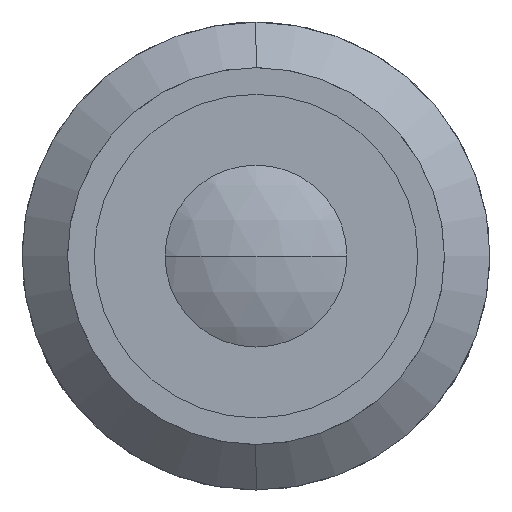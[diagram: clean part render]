
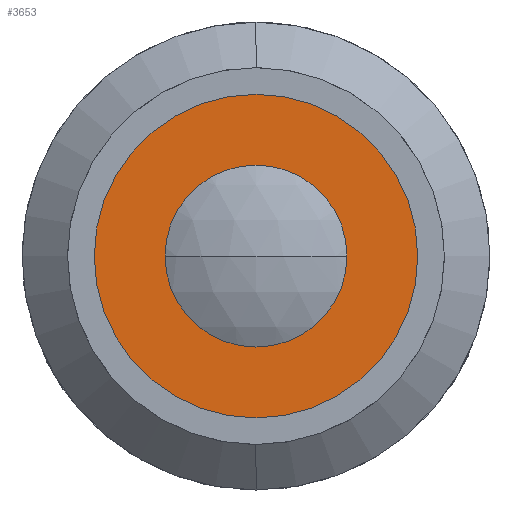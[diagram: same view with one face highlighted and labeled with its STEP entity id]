
A CAD part, left-side view. The second image highlights one B-rep face of the part: STEP entity #3653.
In plain terms, the highlighted planar face has unit normal (-1, 0, 0).
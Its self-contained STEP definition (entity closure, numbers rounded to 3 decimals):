
#16 = CARTESIAN_POINT ( 'NONE',  ( 3.8, 0., 0. ) ) ;
#93 = CIRCLE ( 'NONE', #2280, 13.5 ) ;
#245 = FACE_BOUND ( 'NONE', #2330, .T. ) ;
#248 = VERTEX_POINT ( 'NONE', #2928 ) ;
#381 = VERTEX_POINT ( 'NONE', #3843 ) ;
#669 = FACE_OUTER_BOUND ( 'NONE', #2839, .T. ) ;
#708 = VERTEX_POINT ( 'NONE', #2395 ) ;
#763 = EDGE_CURVE ( 'NONE', #708, #381, #2954, .T. ) ;
#849 = DIRECTION ( 'NONE',  ( 0., 0., 1. ) ) ;
#891 = AXIS2_PLACEMENT_3D ( 'NONE', #16, #1398, #2787 ) ;
#976 = DIRECTION ( 'NONE',  ( -1., 0., 0. ) ) ;
#997 = AXIS2_PLACEMENT_3D ( 'NONE', #2751, #4145, #2067 ) ;
#1068 = DIRECTION ( 'NONE',  ( 0., 0., 1. ) ) ;
#1167 = EDGE_CURVE ( 'NONE', #2477, #248, #93, .T. ) ;
#1398 = DIRECTION ( 'NONE',  ( -1., 0., 0. ) ) ;
#1633 = PLANE ( 'NONE',  #997 ) ;
#1710 = EDGE_CURVE ( 'NONE', #381, #708, #3013, .T. ) ;
#1929 = AXIS2_PLACEMENT_3D ( 'NONE', #2047, #976, #1068 ) ;
#2047 = CARTESIAN_POINT ( 'NONE',  ( 3.8, 0., 0. ) ) ;
#2067 = DIRECTION ( 'NONE',  ( 0., 0., -1. ) ) ;
#2160 = CARTESIAN_POINT ( 'NONE',  ( 3.8, 0., 13.5 ) ) ;
#2280 = AXIS2_PLACEMENT_3D ( 'NONE', #4099, #2729, #4126 ) ;
#2330 = EDGE_LOOP ( 'NONE', ( #2547, #4397 ) ) ;
#2374 = ORIENTED_EDGE ( 'NONE', *, *, #1167, .T. ) ;
#2395 = CARTESIAN_POINT ( 'NONE',  ( 3.8, 0., -7. ) ) ;
#2477 = VERTEX_POINT ( 'NONE', #2160 ) ;
#2547 = ORIENTED_EDGE ( 'NONE', *, *, #1710, .F. ) ;
#2553 = ORIENTED_EDGE ( 'NONE', *, *, #4149, .T. ) ;
#2729 = DIRECTION ( 'NONE',  ( -1., 0., 0. ) ) ;
#2751 = CARTESIAN_POINT ( 'NONE',  ( 3.8, 13.5, 0. ) ) ;
#2787 = DIRECTION ( 'NONE',  ( 0., 0., 1. ) ) ;
#2839 = EDGE_LOOP ( 'NONE', ( #2374, #2553 ) ) ;
#2928 = CARTESIAN_POINT ( 'NONE',  ( 3.8, 0., -13.5 ) ) ;
#2954 = CIRCLE ( 'NONE', #1929, 7. ) ;
#3013 = CIRCLE ( 'NONE', #891, 7. ) ;
#3588 = DIRECTION ( 'NONE',  ( -1., 0., 0. ) ) ;
#3653 = ADVANCED_FACE ( 'NONE', ( #245, #669 ), #1633, .F. ) ;
#3843 = CARTESIAN_POINT ( 'NONE',  ( 3.8, 0., 7. ) ) ;
#3914 = CIRCLE ( 'NONE', #4055, 13.5 ) ;
#3920 = CARTESIAN_POINT ( 'NONE',  ( 3.8, 0., 0. ) ) ;
#4055 = AXIS2_PLACEMENT_3D ( 'NONE', #3920, #3588, #849 ) ;
#4099 = CARTESIAN_POINT ( 'NONE',  ( 3.8, 0., 0. ) ) ;
#4126 = DIRECTION ( 'NONE',  ( 0., 0., 1. ) ) ;
#4145 = DIRECTION ( 'NONE',  ( 1., 0., 0. ) ) ;
#4149 = EDGE_CURVE ( 'NONE', #248, #2477, #3914, .T. ) ;
#4397 = ORIENTED_EDGE ( 'NONE', *, *, #763, .F. ) ;
